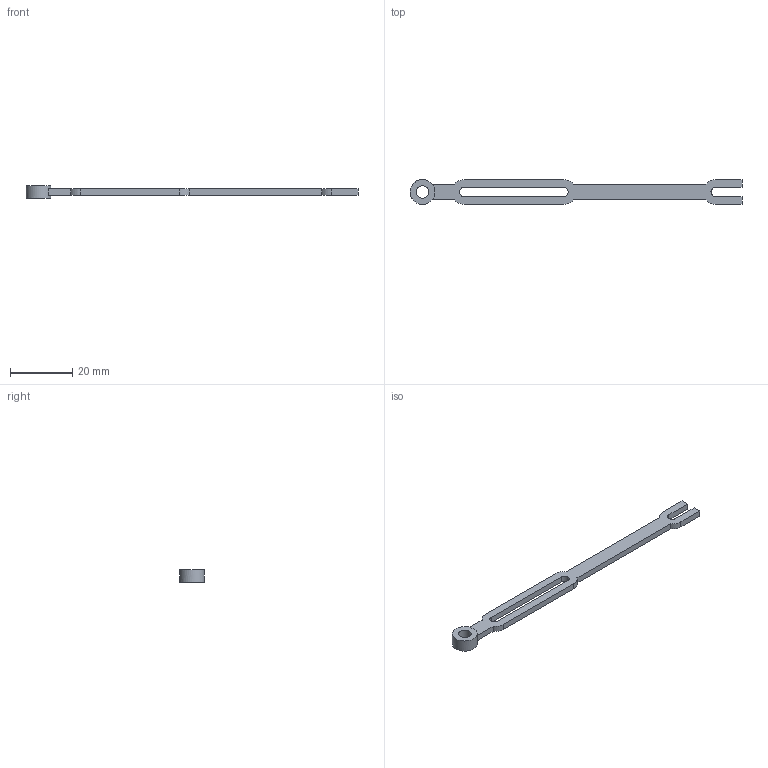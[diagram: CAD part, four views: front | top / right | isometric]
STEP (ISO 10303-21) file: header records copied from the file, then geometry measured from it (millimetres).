
FILE_DESCRIPTION((''),'2;1');
FILE_NAME('Lever.stp','2016-03-14T14:16:41',('Administrator'),(''),'Autodesk Inventor 2008','Autodesk Inventor 2008','');
FILE_SCHEMA(('AUTOMOTIVE_DESIGN { 1 0 10303 214 1 1 1 1 }'));
Length unit declared in the file: millimetre
Products named in the file (1): Lever
Bounding box: 107 x 8 x 4 mm (x, y, z)
Volume: 1161.5 mm3; surface area: 1831.4 mm2
Topology: 1 solids, 1 shells, 29 faces, 80 edges, 53 vertices
Faces by surface type: plane 18, cylinder 11
Full cylindrical faces by diameter (mm): 4 x1, 8 x1
Entity records: 940 total; most frequent: DIRECTION 160, CARTESIAN_POINT 158, ORIENTED_EDGE 152, EDGE_CURVE 76, AXIS2_PLACEMENT_3D 54, VERTEX_POINT 52, VECTOR 52, LINE 52
